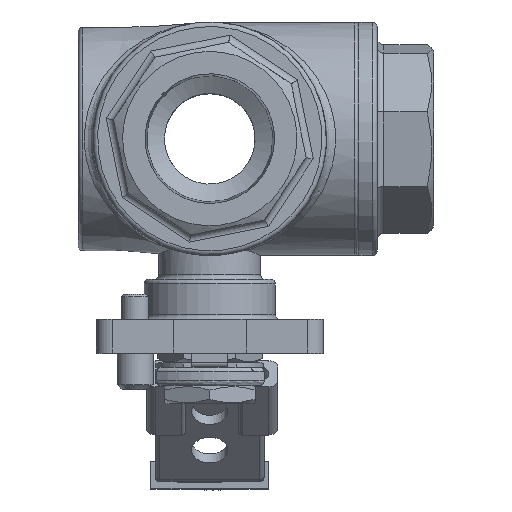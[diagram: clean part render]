
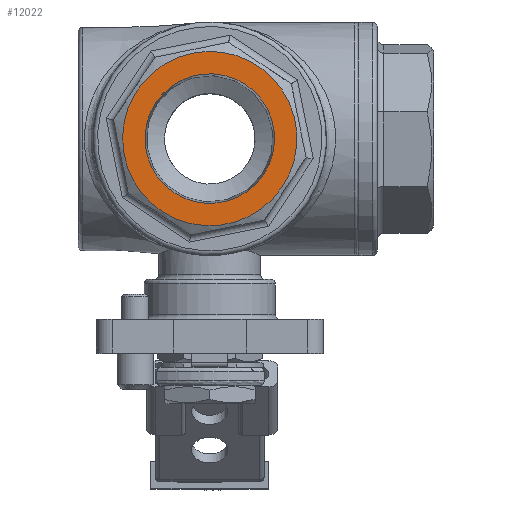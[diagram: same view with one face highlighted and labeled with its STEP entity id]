
A CAD part, top view. The second image highlights one B-rep face of the part: STEP entity #12022.
In plain terms, the highlighted face is planar.
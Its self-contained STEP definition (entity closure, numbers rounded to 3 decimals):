
#3047=ORIENTED_EDGE('',*,*,#6595,.T.);
#3048=ORIENTED_EDGE('',*,*,#6596,.F.);
#6595=EDGE_CURVE('',#8369,#8369,#9581,.T.);
#6596=EDGE_CURVE('',#8370,#8370,#9582,.T.);
#8369=VERTEX_POINT('',#16708);
#8370=VERTEX_POINT('',#16710);
#9581=CIRCLE('',#12870,19.232);
#9582=CIRCLE('',#12871,14.3);
#9882=EDGE_LOOP('',(#3047));
#9883=EDGE_LOOP('',(#3048));
#10752=FACE_BOUND('',#9882,.T.);
#10753=FACE_BOUND('',#9883,.T.);
#11611=PLANE('',#12869);
#12022=ADVANCED_FACE('',(#10752,#10753),#11611,.T.);
#12869=AXIS2_PLACEMENT_3D('',#16706,#13810,#13811);
#12870=AXIS2_PLACEMENT_3D('',#16707,#13812,#13813);
#12871=AXIS2_PLACEMENT_3D('',#16709,#13814,#13815);
#13810=DIRECTION('',(0.,0.,-1.));
#13811=DIRECTION('',(-1.,0.,0.));
#13812=DIRECTION('',(0.,0.,-1.));
#13813=DIRECTION('',(-1.,0.,0.));
#13814=DIRECTION('',(0.,0.,-1.));
#13815=DIRECTION('',(-1.,0.,0.));
#16706=CARTESIAN_POINT('',(0.,0.,1.));
#16707=CARTESIAN_POINT('',(0.,0.,1.));
#16708=CARTESIAN_POINT('',(-19.232,0.,1.));
#16709=CARTESIAN_POINT('',(0.,0.,1.));
#16710=CARTESIAN_POINT('',(-14.3,0.,1.));
